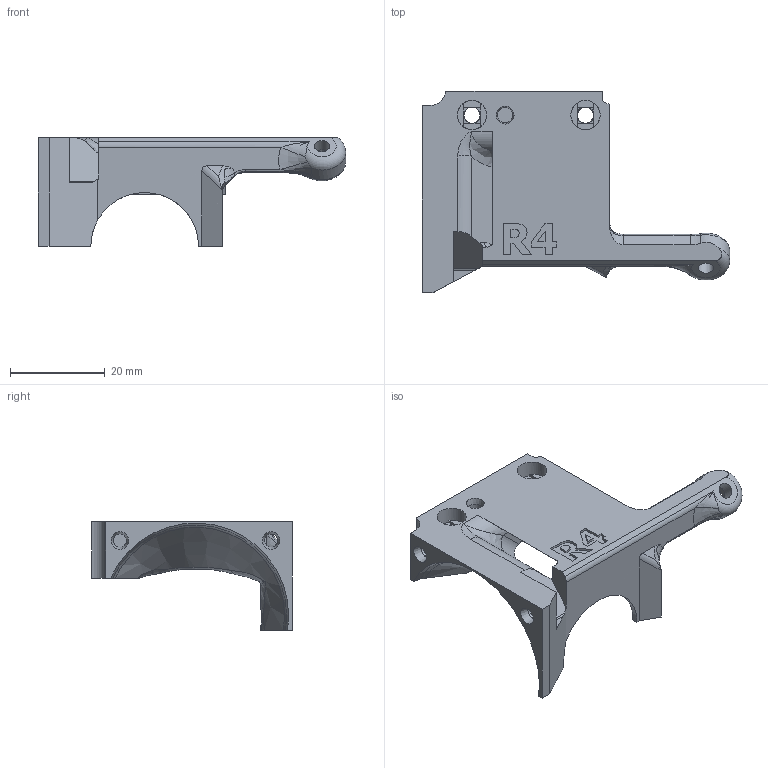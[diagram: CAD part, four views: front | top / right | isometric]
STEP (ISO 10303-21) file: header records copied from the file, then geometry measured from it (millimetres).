
FILE_DESCRIPTION(/* description */ (''),/* implementation_level */ '2;1');
FILE_NAME(/* name */ 'extruder-cover.stp',/* time_stamp */ '2019-02-11T12:39:29+01:00',/* author */ ('PR'),/* organization */ (''),/* preprocessor_version */ 'ST-DEVELOPER v17',/* originating_system */ 'Autodesk Inventor 2019',/* authorisation */ '');
FILE_SCHEMA (('AUTOMOTIVE_DESIGN { 1 0 10303 214 3 1 1 }'));
Length unit declared in the file: millimetre
Products named in the file (1): extruder-cover
Bounding box: 65 x 42.5 x 23 mm (x, y, z)
Volume: 11495.8 mm3; surface area: 6942.6 mm2
Topology: 1 solids, 1 shells, 265 faces, 704 edges, 439 vertices
Faces by surface type: plane 122, bspline 74, cylinder 48, torus 10, cone 8, sphere 3
Full cylindrical faces by diameter (mm): 2.8 x2, 3.2 x1, 3.3 x2, 3.4 x2, 3.534 x1, 3.646 x1, 6.2 x2
Entity records: 10614 total; most frequent: CARTESIAN_POINT 4446, ORIENTED_EDGE 1394, DIRECTION 1096, EDGE_CURVE 697, VERTEX_POINT 439, AXIS2_PLACEMENT_3D 381, LINE 334, VECTOR 334
